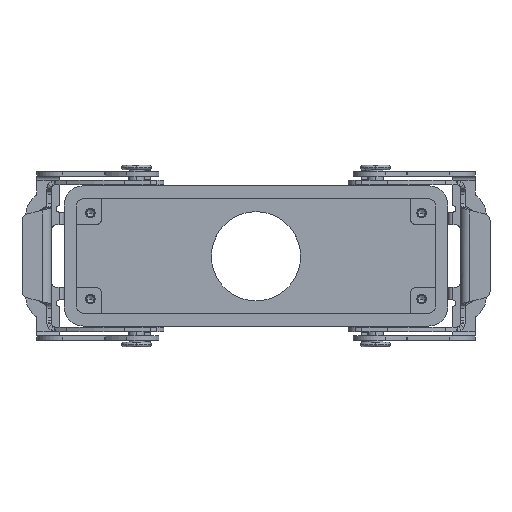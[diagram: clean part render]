
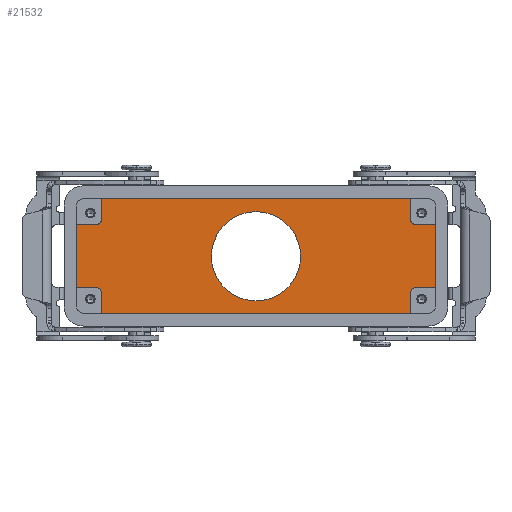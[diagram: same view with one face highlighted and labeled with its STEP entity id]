
A CAD part, top view. The second image highlights one B-rep face of the part: STEP entity #21532.
In plain terms, the highlighted planar face has unit normal (0, 0, 1).
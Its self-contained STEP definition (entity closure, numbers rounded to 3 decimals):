
#7053=CARTESIAN_POINT('',(-51.5,0.,-48.5));
#7054=VERTEX_POINT('',#7053);
#7070=CARTESIAN_POINT('',(-23.5,0.,-48.5));
#7071=VERTEX_POINT('',#7070);
#7078=CARTESIAN_POINT('',(-37.5,0.0,-48.5));
#7079=DIRECTION('',(0.0,0.0,-1.0));
#7080=DIRECTION('',(-1.0,0.0,0.0));
#7081=AXIS2_PLACEMENT_3D('',#7078,#7079,#7080);
#7082=CIRCLE('',#7081,14.);
#7083=EDGE_CURVE('',#7054,#7071,#7082,.T.);
#19338=CARTESIAN_POINT('',(-86.,-18.75,-48.5));
#19339=VERTEX_POINT('',#19338);
#19348=CARTESIAN_POINT('',(-86.,-11.5,-48.5));
#19349=VERTEX_POINT('',#19348);
#19350=CARTESIAN_POINT('',(-86.,-11.5,-48.5));
#19351=DIRECTION('',(0.0,-1.0,0.0));
#19352=VECTOR('',#19351,7.25);
#19353=LINE('',#19350,#19352);
#19354=EDGE_CURVE('',#19349,#19339,#19353,.T.);
#19378=CARTESIAN_POINT('',(-87.5,-10.0,-48.5));
#19379=VERTEX_POINT('',#19378);
#19380=CARTESIAN_POINT('',(-87.5,-11.5,-48.5));
#19381=DIRECTION('',(0.0,0.0,-1.0));
#19382=DIRECTION('',(-1.0,0.0,0.0));
#19383=AXIS2_PLACEMENT_3D('',#19380,#19381,#19382);
#19384=CIRCLE('',#19383,1.5);
#19385=EDGE_CURVE('',#19379,#19349,#19384,.T.);
#19411=CARTESIAN_POINT('',(-94.5,-10.0,-48.5));
#19412=VERTEX_POINT('',#19411);
#19413=CARTESIAN_POINT('',(-94.5,-10.0,-48.5));
#19414=DIRECTION('',(1.0,0.0,0.0));
#19415=VECTOR('',#19414,7.0);
#19416=LINE('',#19413,#19415);
#19417=EDGE_CURVE('',#19412,#19379,#19416,.T.);
#19482=CARTESIAN_POINT('',(-86.,18.75,-48.5));
#19483=VERTEX_POINT('',#19482);
#19498=CARTESIAN_POINT('',(-86.,11.5,-48.5));
#19499=VERTEX_POINT('',#19498);
#19506=CARTESIAN_POINT('',(-86.,18.75,-48.5));
#19507=DIRECTION('',(0.0,-1.0,0.0));
#19508=VECTOR('',#19507,7.25);
#19509=LINE('',#19506,#19508);
#19510=EDGE_CURVE('',#19483,#19499,#19509,.T.);
#19573=CARTESIAN_POINT('',(-87.5,10.0,-48.5));
#19574=VERTEX_POINT('',#19573);
#19575=CARTESIAN_POINT('',(-87.5,11.5,-48.5));
#19576=DIRECTION('',(0.0,0.0,-1.0));
#19577=DIRECTION('',(0.0,-1.0,0.0));
#19578=AXIS2_PLACEMENT_3D('',#19575,#19576,#19577);
#19579=CIRCLE('',#19578,1.5);
#19580=EDGE_CURVE('',#19499,#19574,#19579,.T.);
#19598=CARTESIAN_POINT('',(-94.5,10.0,-48.5));
#19599=VERTEX_POINT('',#19598);
#19600=CARTESIAN_POINT('',(-87.5,10.0,-48.5));
#19601=DIRECTION('',(-1.0,0.0,0.0));
#19602=VECTOR('',#19601,7.0);
#19603=LINE('',#19600,#19602);
#19604=EDGE_CURVE('',#19574,#19599,#19603,.T.);
#19624=CARTESIAN_POINT('',(11.,-18.75,-48.5));
#19625=VERTEX_POINT('',#19624);
#19640=CARTESIAN_POINT('',(11.,-11.5,-48.5));
#19641=VERTEX_POINT('',#19640);
#19648=CARTESIAN_POINT('',(11.,-18.75,-48.5));
#19649=DIRECTION('',(0.0,1.0,0.0));
#19650=VECTOR('',#19649,7.25);
#19651=LINE('',#19648,#19650);
#19652=EDGE_CURVE('',#19625,#19641,#19651,.T.);
#19715=CARTESIAN_POINT('',(12.5,-10.0,-48.5));
#19716=VERTEX_POINT('',#19715);
#19717=CARTESIAN_POINT('',(12.5,-11.5,-48.5));
#19718=DIRECTION('',(0.0,0.0,-1.0));
#19719=DIRECTION('',(0.0,1.0,0.0));
#19720=AXIS2_PLACEMENT_3D('',#19717,#19718,#19719);
#19721=CIRCLE('',#19720,1.5);
#19722=EDGE_CURVE('',#19641,#19716,#19721,.T.);
#19740=CARTESIAN_POINT('',(19.5,-10.0,-48.5));
#19741=VERTEX_POINT('',#19740);
#19742=CARTESIAN_POINT('',(12.5,-10.0,-48.5));
#19743=DIRECTION('',(1.0,0.0,0.0));
#19744=VECTOR('',#19743,7.);
#19745=LINE('',#19742,#19744);
#19746=EDGE_CURVE('',#19716,#19741,#19745,.T.);
#19764=CARTESIAN_POINT('',(11.,18.75,-48.5));
#19765=VERTEX_POINT('',#19764);
#19774=CARTESIAN_POINT('',(11.0,11.5,-48.5));
#19775=VERTEX_POINT('',#19774);
#19776=CARTESIAN_POINT('',(11.0,11.5,-48.5));
#19777=DIRECTION('',(0.0,1.0,0.0));
#19778=VECTOR('',#19777,7.25);
#19779=LINE('',#19776,#19778);
#19780=EDGE_CURVE('',#19775,#19765,#19779,.T.);
#19804=CARTESIAN_POINT('',(12.5,10.0,-48.5));
#19805=VERTEX_POINT('',#19804);
#19806=CARTESIAN_POINT('',(12.5,11.5,-48.5));
#19807=DIRECTION('',(0.0,0.0,-1.0));
#19808=DIRECTION('',(1.0,0.0,0.0));
#19809=AXIS2_PLACEMENT_3D('',#19806,#19807,#19808);
#19810=CIRCLE('',#19809,1.5);
#19811=EDGE_CURVE('',#19805,#19775,#19810,.T.);
#19837=CARTESIAN_POINT('',(19.5,10.0,-48.5));
#19838=VERTEX_POINT('',#19837);
#19839=CARTESIAN_POINT('',(19.5,10.0,-48.5));
#19840=DIRECTION('',(-1.0,0.0,0.0));
#19841=VECTOR('',#19840,7.);
#19842=LINE('',#19839,#19841);
#19843=EDGE_CURVE('',#19838,#19805,#19842,.T.);
#20012=CARTESIAN_POINT('',(-94.5,10.0,-48.5));
#20013=DIRECTION('',(0.0,-1.0,0.0));
#20014=VECTOR('',#20013,20.0);
#20015=LINE('',#20012,#20014);
#20016=EDGE_CURVE('',#19599,#19412,#20015,.T.);
#20094=CARTESIAN_POINT('',(-86.,-18.75,-48.5));
#20095=DIRECTION('',(1.0,0.0,0.0));
#20096=VECTOR('',#20095,97.);
#20097=LINE('',#20094,#20096);
#20098=EDGE_CURVE('',#19339,#19625,#20097,.T.);
#20703=CARTESIAN_POINT('',(-37.5,0.0,-48.5));
#20704=DIRECTION('',(0.0,0.0,-1.0));
#20705=DIRECTION('',(-1.0,0.0,0.0));
#20706=AXIS2_PLACEMENT_3D('',#20703,#20704,#20705);
#20707=CIRCLE('',#20706,14.);
#20708=EDGE_CURVE('',#7071,#7054,#20707,.T.);
#21365=CARTESIAN_POINT('',(19.5,-10.0,-48.5));
#21366=DIRECTION('',(0.0,1.0,0.0));
#21367=VECTOR('',#21366,20.0);
#21368=LINE('',#21365,#21367);
#21369=EDGE_CURVE('',#19741,#19838,#21368,.T.);
#21381=CARTESIAN_POINT('',(11.,18.75,-48.5));
#21382=DIRECTION('',(-1.0,0.0,0.0));
#21383=VECTOR('',#21382,97.);
#21384=LINE('',#21381,#21383);
#21385=EDGE_CURVE('',#19765,#19483,#21384,.T.);
#21505=CARTESIAN_POINT('',(-37.5,0.,-48.5));
#21506=DIRECTION('',(0.0,0.0,1.0));
#21507=DIRECTION('',(1.0,0.0,0.0));
#21508=AXIS2_PLACEMENT_3D('',#21505,#21506,#21507);
#21509=PLANE('',#21508);
#21510=ORIENTED_EDGE('',*,*,#19354,.T.);
#21511=ORIENTED_EDGE('',*,*,#20098,.T.);
#21512=ORIENTED_EDGE('',*,*,#19652,.T.);
#21513=ORIENTED_EDGE('',*,*,#19722,.T.);
#21514=ORIENTED_EDGE('',*,*,#19746,.T.);
#21515=ORIENTED_EDGE('',*,*,#21369,.T.);
#21516=ORIENTED_EDGE('',*,*,#19843,.T.);
#21517=ORIENTED_EDGE('',*,*,#19811,.T.);
#21518=ORIENTED_EDGE('',*,*,#19780,.T.);
#21519=ORIENTED_EDGE('',*,*,#21385,.T.);
#21520=ORIENTED_EDGE('',*,*,#19510,.T.);
#21521=ORIENTED_EDGE('',*,*,#19580,.T.);
#21522=ORIENTED_EDGE('',*,*,#19604,.T.);
#21523=ORIENTED_EDGE('',*,*,#20016,.T.);
#21524=ORIENTED_EDGE('',*,*,#19417,.T.);
#21525=ORIENTED_EDGE('',*,*,#19385,.T.);
#21526=EDGE_LOOP('',(#21510,#21511,#21512,#21513,#21514,#21515,#21516,#21517,#21518,#21519,#21520,#21521,#21522,#21523,#21524,#21525));
#21527=FACE_OUTER_BOUND('',#21526,.T.);
#21528=ORIENTED_EDGE('',*,*,#20708,.T.);
#21529=ORIENTED_EDGE('',*,*,#7083,.T.);
#21530=EDGE_LOOP('',(#21528,#21529));
#21531=FACE_BOUND('',#21530,.T.);
#21532=ADVANCED_FACE('',(#21527,#21531),#21509,.T.);
